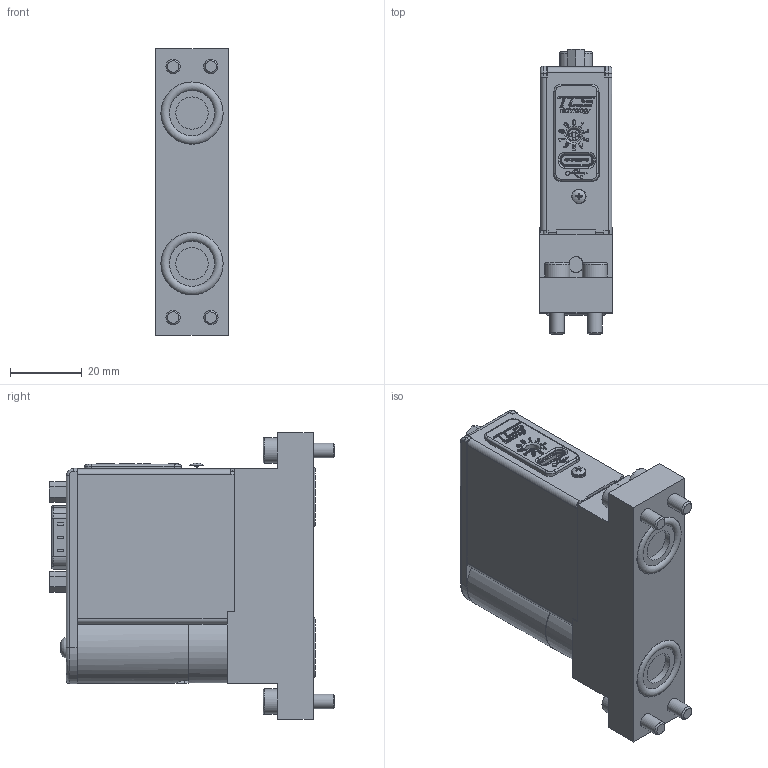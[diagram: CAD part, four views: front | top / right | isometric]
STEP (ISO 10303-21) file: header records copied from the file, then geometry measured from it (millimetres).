
FILE_DESCRIPTION(/* description */ (''),/* implementation_level */ '2;1');
FILE_NAME(/* name */ 'FF-a1nD-Modbus FLOW-BUS.stp',/* time_stamp */ '2024-02-08T13:50:43+01:00',/* author */ ('M-Huiskes'),/* organization */ (''),/* preprocessor_version */ 'ST-DEVELOPER v18.1',/* originating_system */ 'Autodesk Inventor 2021',/* authorisation */ '');
FILE_SCHEMA (('AUTOMOTIVE_DESIGN { 1 0 10303 214 3 1 1 }'));
Products named in the file (1): Part2
Bounding box: 20.2 x 79.6 x 80 mm (x, y, z)
Volume: 84138.4 mm3; surface area: 20237 mm2
Topology: 1 solids, 329 shells, 2217 faces, 6615 edges, 4840 vertices
Faces by surface type: plane 1317, bspline 477, cylinder 258, cone 83, sphere 56, torus 26
Full cylindrical faces by diameter (mm): 0.375 x1, 0.494 x3, 0.6 x4, 0.8 x3, 1.4 x1, 2.2 x1, 2.459 x2, 3 x4, 3.2 x1, 3.3 x1, 3.4 x1, 3.5 x2, 4 x9, 5.7 x3, 7 x4, 9 x2, 10.4 x1, 17.375 x2, 19.6 x1, 19.9 x1
Entity records: 84911 total; most frequent: CARTESIAN_POINT 26258, ORIENTED_EDGE 11618, DIRECTION 10000, EDGE_CURVE 6602, VERTEX_POINT 4840, LINE 4456, VECTOR 4456, AXIS2_PLACEMENT_3D 2772
